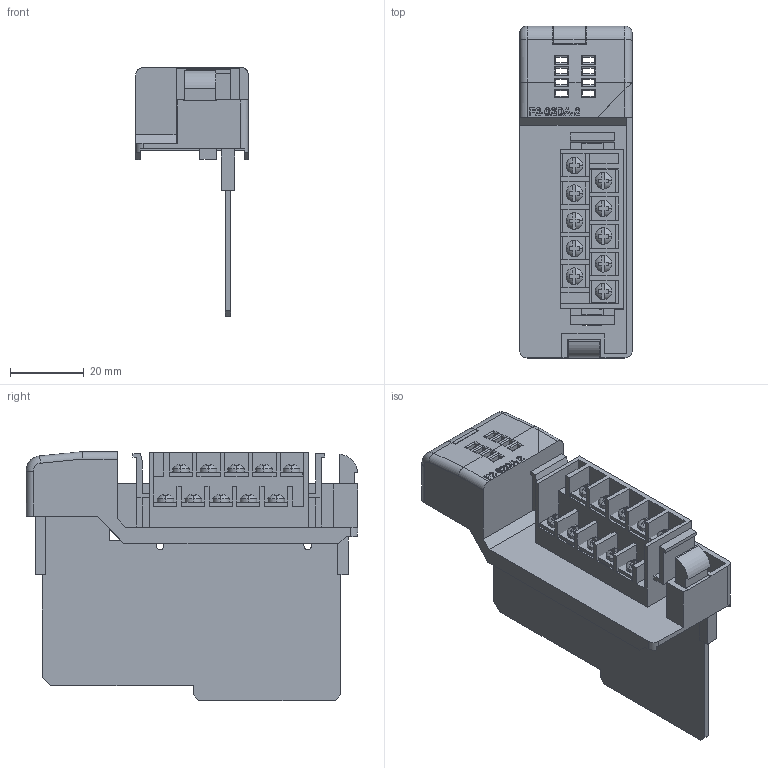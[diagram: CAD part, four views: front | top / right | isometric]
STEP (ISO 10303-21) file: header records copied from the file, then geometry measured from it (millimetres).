
FILE_DESCRIPTION (( 'STEP AP214' ), '1' );
FILE_NAME ('F2-02DA-2_ModuleCase_light_NEW.STEP', '2011-02-02T16:51:40', ( ' ' ), ( ' ' ), 'SwSTEP 2.0', 'SolidWorks 2009', '' );
FILE_SCHEMA (( 'AUTOMOTIVE_DESIGN' ));
Length unit declared in the file: millimetre
Products named in the file (1): F2-02DA-2_ModuleCase_light_NEW
Bounding box: 30.55 x 90 x 67.61 mm (x, y, z)
Volume: 25374.1 mm3; surface area: 28532.6 mm2
Topology: 6 solids, 6 shells, 580 faces, 1560 edges, 1010 vertices
Faces by surface type: plane 413, cylinder 75, bspline 50, sphere 40, torus 2
Entity records: 26825 total; most frequent: CARTESIAN_POINT 6052, ORIENTED_EDGE 3120, DIRECTION 2733, EDGE_CURVE 1560, VECTOR 1143, LINE 1143, VERTEX_POINT 1010, AXIS2_PLACEMENT_3D 795
